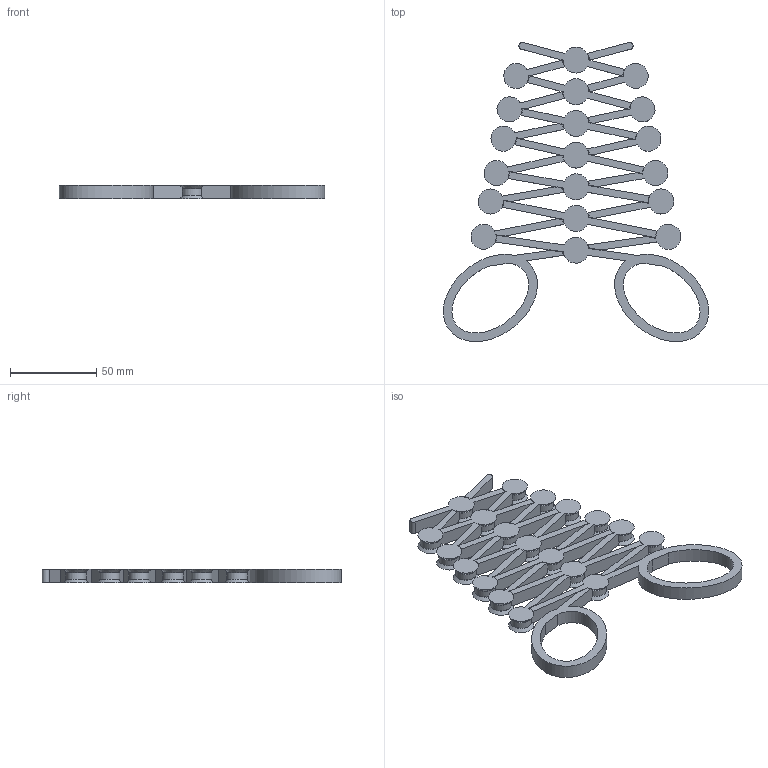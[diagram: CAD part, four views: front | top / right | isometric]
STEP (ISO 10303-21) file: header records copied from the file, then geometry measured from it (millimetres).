
FILE_DESCRIPTION(/* description */ ('STEP AP242','CAx-IF Rec.Pracs.---Representation and Presentation of Product Manufacturing Information (PMI)---4.0---2014-10-13','CAx-IF Rec.Pracs.---3D Tessellated Geometry---0.4---2014-09-14','2;1'),/* implementation_level */ '2;1');
FILE_NAME(/* name */ '6842234e14ed4644c915fb9d',/* time_stamp */ '2025-06-05T23:07:59Z',/* author */ (''),/* organization */ (''),/* preprocessor_version */ 'ST-DEVELOPER v20',/* originating_system */ 'ONSHAPE BY PTC INC, 1.198',/* authorisation */ ' ');
FILE_SCHEMA (('AP242_MANAGED_MODEL_BASED_3D_ENGINEERING_MIM_LF { 1 0 10303 442 1 1 4 }'));
Length unit declared in the file: metre
Products named in the file (14): hinge hourglass; Part 1; Part 2; Part 3; Part 4; hinge barrel
Bounding box: 153.38 x 172.97 x 8 mm (x, y, z)
Volume: 56956.5 mm3; surface area: 48787.9 mm2
Topology: 14 solids, 14 shells, 376 faces, 1254 edges, 816 vertices
Faces by surface type: plane 230, cone 88, cylinder 54, bspline 4
Entity records: 13799 total; most frequent: CARTESIAN_POINT 3504, ORIENTED_EDGE 2176, DIRECTION 1982, EDGE_CURVE 1088, VERTEX_POINT 738, AXIS2_PLACEMENT_3D 732, LINE 518, VECTOR 518
